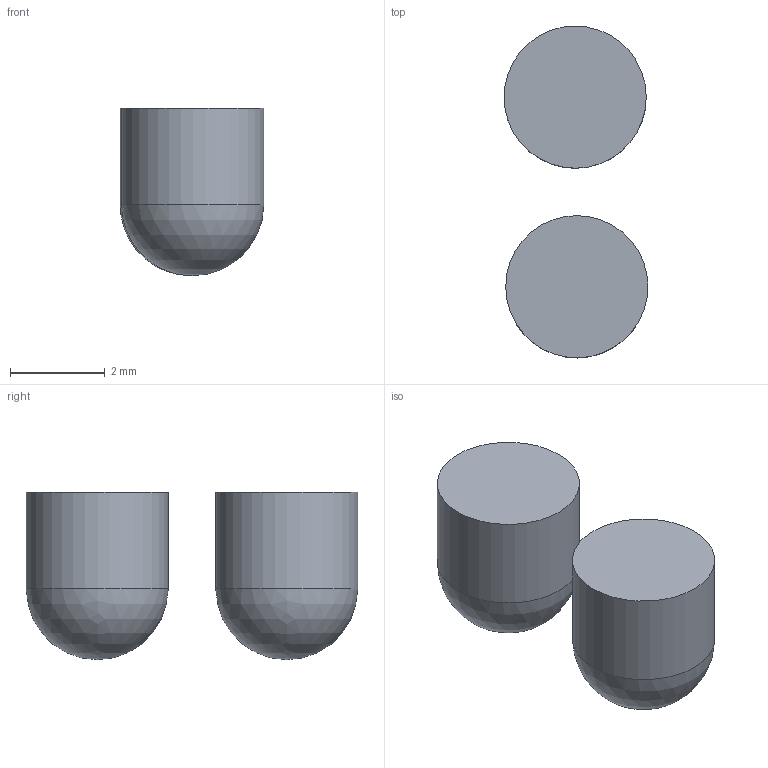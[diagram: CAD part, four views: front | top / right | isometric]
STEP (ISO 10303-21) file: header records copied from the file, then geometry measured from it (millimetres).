
FILE_DESCRIPTION(/* description */ (''),/* implementation_level */ '2;1');
FILE_NAME(/* name */ 'leds2 Geometry.stp',/* time_stamp */ '2025-02-10T22:13:36+03:00',/* author */ ('Admin'),/* organization */ (''),/* preprocessor_version */ 'ST-DEVELOPER v18.1',/* originating_system */ 'Autodesk Inventor 2022',/* authorisation */ '');
FILE_SCHEMA (('AUTOMOTIVE_DESIGN { 1 0 10303 214 3 1 1 }'));
Length unit declared in the file: metre
Products named in the file (1): leds2 Geometry
Bounding box: 3.03 x 7 x 3.53 mm (x, y, z)
Volume: 42.8 mm3; surface area: 80.7 mm2
Topology: 2 solids, 2 shells, 6 faces, 10 edges, 6 vertices
Faces by surface type: sphere 2, cylinder 2, plane 2
Full cylindrical faces by diameter (mm): 3 x2
Entity records: 192 total; most frequent: DIRECTION 28, CARTESIAN_POINT 21, ORIENTED_EDGE 16, AXIS2_PLACEMENT_3D 13, EDGE_CURVE 8, FACE_OUTER_BOUND 6, EDGE_LOOP 6, CIRCLE 6
